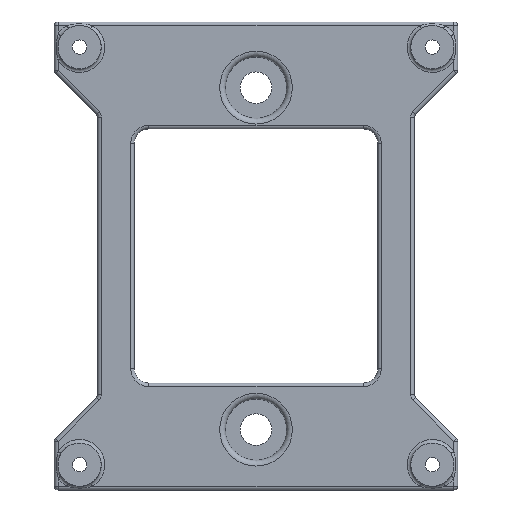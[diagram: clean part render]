
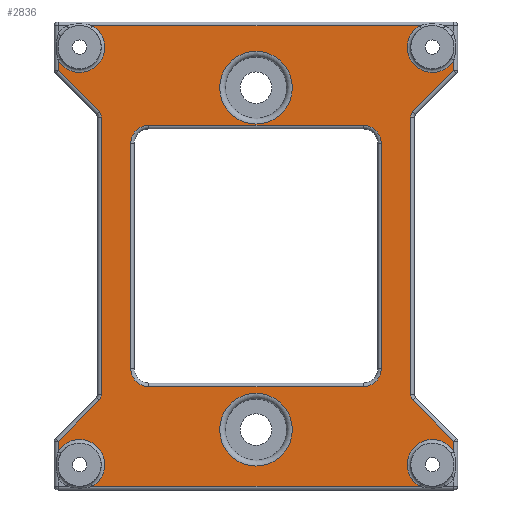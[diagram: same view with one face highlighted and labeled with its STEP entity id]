
A CAD part, top view. The second image highlights one B-rep face of the part: STEP entity #2836.
In plain terms, the highlighted planar face has unit normal (0, 0, 1).
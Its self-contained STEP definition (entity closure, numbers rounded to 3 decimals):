
#45=LINE('',#4457,#283);
#49=LINE('',#4477,#287);
#50=LINE('',#4479,#288);
#51=LINE('',#4483,#289);
#52=LINE('',#4487,#290);
#53=LINE('',#4489,#291);
#54=LINE('',#4493,#292);
#55=LINE('',#4497,#293);
#56=LINE('',#4499,#294);
#57=LINE('',#4503,#295);
#58=LINE('',#4507,#296);
#59=LINE('',#4509,#297);
#60=LINE('',#4517,#298);
#61=LINE('',#4521,#299);
#62=LINE('',#4525,#300);
#63=LINE('',#4529,#301);
#283=VECTOR('',#3415,10.);
#287=VECTOR('',#3425,10.);
#288=VECTOR('',#3426,10.);
#289=VECTOR('',#3429,10.);
#290=VECTOR('',#3432,10.);
#291=VECTOR('',#3433,10.);
#292=VECTOR('',#3436,10.);
#293=VECTOR('',#3439,10.);
#294=VECTOR('',#3440,10.);
#295=VECTOR('',#3443,10.);
#296=VECTOR('',#3446,10.);
#297=VECTOR('',#3447,10.);
#298=VECTOR('',#3454,10.);
#299=VECTOR('',#3457,10.);
#300=VECTOR('',#3460,10.);
#301=VECTOR('',#3463,10.);
#615=FACE_BOUND('',#827,.T.);
#616=FACE_BOUND('',#828,.T.);
#617=FACE_BOUND('',#829,.T.);
#640=FACE_OUTER_BOUND('',#826,.T.);
#826=EDGE_LOOP('',(#1914,#1915,#1916,#1917,#1918,#1919,#1920,#1921,#1922,
#1923,#1924,#1925,#1926,#1927,#1928,#1929,#1930,#1931,#1932,#1933));
#827=EDGE_LOOP('',(#1934));
#828=EDGE_LOOP('',(#1935));
#829=EDGE_LOOP('',(#1936,#1937,#1938,#1939,#1940,#1941,#1942,#1943));
#1030=CIRCLE('',#3040,3.5);
#1035=CIRCLE('',#3047,1.);
#1036=CIRCLE('',#3048,1.);
#1037=CIRCLE('',#3049,3.5);
#1038=CIRCLE('',#3050,3.5);
#1039=CIRCLE('',#3051,1.);
#1040=CIRCLE('',#3052,1.);
#1041=CIRCLE('',#3053,3.5);
#1042=CIRCLE('',#3054,5.05);
#1043=CIRCLE('',#3055,5.05);
#1044=CIRCLE('',#3056,2.5);
#1045=CIRCLE('',#3057,2.5);
#1046=CIRCLE('',#3058,2.5);
#1047=CIRCLE('',#3059,2.5);
#1206=VERTEX_POINT('',#4345);
#1207=VERTEX_POINT('',#4347);
#1210=VERTEX_POINT('',#4456);
#1216=VERTEX_POINT('',#4476);
#1217=VERTEX_POINT('',#4478);
#1218=VERTEX_POINT('',#4480);
#1219=VERTEX_POINT('',#4482);
#1220=VERTEX_POINT('',#4484);
#1221=VERTEX_POINT('',#4486);
#1222=VERTEX_POINT('',#4488);
#1223=VERTEX_POINT('',#4490);
#1224=VERTEX_POINT('',#4492);
#1225=VERTEX_POINT('',#4494);
#1226=VERTEX_POINT('',#4496);
#1227=VERTEX_POINT('',#4498);
#1228=VERTEX_POINT('',#4500);
#1229=VERTEX_POINT('',#4502);
#1230=VERTEX_POINT('',#4504);
#1231=VERTEX_POINT('',#4506);
#1232=VERTEX_POINT('',#4508);
#1233=VERTEX_POINT('',#4511);
#1234=VERTEX_POINT('',#4513);
#1235=VERTEX_POINT('',#4515);
#1236=VERTEX_POINT('',#4516);
#1237=VERTEX_POINT('',#4518);
#1238=VERTEX_POINT('',#4520);
#1239=VERTEX_POINT('',#4522);
#1240=VERTEX_POINT('',#4524);
#1241=VERTEX_POINT('',#4526);
#1242=VERTEX_POINT('',#4528);
#1462=EDGE_CURVE('',#1206,#1207,#1030,.T.);
#1470=EDGE_CURVE('',#1207,#1210,#45,.T.);
#1477=EDGE_CURVE('',#1216,#1206,#49,.T.);
#1478=EDGE_CURVE('',#1217,#1216,#50,.T.);
#1479=EDGE_CURVE('',#1218,#1217,#1035,.T.);
#1480=EDGE_CURVE('',#1219,#1218,#51,.T.);
#1481=EDGE_CURVE('',#1220,#1219,#1036,.T.);
#1482=EDGE_CURVE('',#1221,#1220,#52,.T.);
#1483=EDGE_CURVE('',#1222,#1221,#53,.T.);
#1484=EDGE_CURVE('',#1223,#1222,#1037,.T.);
#1485=EDGE_CURVE('',#1224,#1223,#54,.T.);
#1486=EDGE_CURVE('',#1225,#1224,#1038,.T.);
#1487=EDGE_CURVE('',#1226,#1225,#55,.T.);
#1488=EDGE_CURVE('',#1227,#1226,#56,.T.);
#1489=EDGE_CURVE('',#1228,#1227,#1039,.T.);
#1490=EDGE_CURVE('',#1229,#1228,#57,.T.);
#1491=EDGE_CURVE('',#1230,#1229,#1040,.T.);
#1492=EDGE_CURVE('',#1231,#1230,#58,.T.);
#1493=EDGE_CURVE('',#1232,#1231,#59,.T.);
#1494=EDGE_CURVE('',#1210,#1232,#1041,.T.);
#1495=EDGE_CURVE('',#1233,#1233,#1042,.T.);
#1496=EDGE_CURVE('',#1234,#1234,#1043,.T.);
#1497=EDGE_CURVE('',#1235,#1236,#60,.T.);
#1498=EDGE_CURVE('',#1237,#1235,#1044,.T.);
#1499=EDGE_CURVE('',#1238,#1237,#61,.T.);
#1500=EDGE_CURVE('',#1239,#1238,#1045,.T.);
#1501=EDGE_CURVE('',#1240,#1239,#62,.T.);
#1502=EDGE_CURVE('',#1241,#1240,#1046,.T.);
#1503=EDGE_CURVE('',#1242,#1241,#63,.T.);
#1504=EDGE_CURVE('',#1236,#1242,#1047,.T.);
#1914=ORIENTED_EDGE('',*,*,#1462,.F.);
#1915=ORIENTED_EDGE('',*,*,#1477,.F.);
#1916=ORIENTED_EDGE('',*,*,#1478,.F.);
#1917=ORIENTED_EDGE('',*,*,#1479,.F.);
#1918=ORIENTED_EDGE('',*,*,#1480,.F.);
#1919=ORIENTED_EDGE('',*,*,#1481,.F.);
#1920=ORIENTED_EDGE('',*,*,#1482,.F.);
#1921=ORIENTED_EDGE('',*,*,#1483,.F.);
#1922=ORIENTED_EDGE('',*,*,#1484,.F.);
#1923=ORIENTED_EDGE('',*,*,#1485,.F.);
#1924=ORIENTED_EDGE('',*,*,#1486,.F.);
#1925=ORIENTED_EDGE('',*,*,#1487,.F.);
#1926=ORIENTED_EDGE('',*,*,#1488,.F.);
#1927=ORIENTED_EDGE('',*,*,#1489,.F.);
#1928=ORIENTED_EDGE('',*,*,#1490,.F.);
#1929=ORIENTED_EDGE('',*,*,#1491,.F.);
#1930=ORIENTED_EDGE('',*,*,#1492,.F.);
#1931=ORIENTED_EDGE('',*,*,#1493,.F.);
#1932=ORIENTED_EDGE('',*,*,#1494,.F.);
#1933=ORIENTED_EDGE('',*,*,#1470,.F.);
#1934=ORIENTED_EDGE('',*,*,#1495,.F.);
#1935=ORIENTED_EDGE('',*,*,#1496,.F.);
#1936=ORIENTED_EDGE('',*,*,#1497,.F.);
#1937=ORIENTED_EDGE('',*,*,#1498,.F.);
#1938=ORIENTED_EDGE('',*,*,#1499,.F.);
#1939=ORIENTED_EDGE('',*,*,#1500,.F.);
#1940=ORIENTED_EDGE('',*,*,#1501,.F.);
#1941=ORIENTED_EDGE('',*,*,#1502,.F.);
#1942=ORIENTED_EDGE('',*,*,#1503,.F.);
#1943=ORIENTED_EDGE('',*,*,#1504,.F.);
#2751=PLANE('',#3046);
#2836=ADVANCED_FACE('',(#640,#615,#616,#617),#2751,.T.);
#3040=AXIS2_PLACEMENT_3D('',#4348,#3407,#3408);
#3046=AXIS2_PLACEMENT_3D('',#4475,#3423,#3424);
#3047=AXIS2_PLACEMENT_3D('',#4481,#3427,#3428);
#3048=AXIS2_PLACEMENT_3D('',#4485,#3430,#3431);
#3049=AXIS2_PLACEMENT_3D('',#4491,#3434,#3435);
#3050=AXIS2_PLACEMENT_3D('',#4495,#3437,#3438);
#3051=AXIS2_PLACEMENT_3D('',#4501,#3441,#3442);
#3052=AXIS2_PLACEMENT_3D('',#4505,#3444,#3445);
#3053=AXIS2_PLACEMENT_3D('',#4510,#3448,#3449);
#3054=AXIS2_PLACEMENT_3D('',#4512,#3450,#3451);
#3055=AXIS2_PLACEMENT_3D('',#4514,#3452,#3453);
#3056=AXIS2_PLACEMENT_3D('',#4519,#3455,#3456);
#3057=AXIS2_PLACEMENT_3D('',#4523,#3458,#3459);
#3058=AXIS2_PLACEMENT_3D('',#4527,#3461,#3462);
#3059=AXIS2_PLACEMENT_3D('',#4530,#3464,#3465);
#3407=DIRECTION('center_axis',(0.,0.,1.));
#3408=DIRECTION('ref_axis',(-0.707,0.707,0.));
#3415=DIRECTION('',(-1.,0.,0.));
#3423=DIRECTION('center_axis',(0.,0.,1.));
#3424=DIRECTION('ref_axis',(1.,0.,0.));
#3425=DIRECTION('',(0.,-1.,0.));
#3426=DIRECTION('',(0.707,-0.707,0.));
#3427=DIRECTION('center_axis',(0.,0.,1.));
#3428=DIRECTION('ref_axis',(-0.924,-0.383,0.));
#3429=DIRECTION('',(0.,-1.,0.));
#3430=DIRECTION('center_axis',(0.,0.,1.));
#3431=DIRECTION('ref_axis',(-0.924,0.383,0.));
#3432=DIRECTION('',(-0.707,-0.707,0.));
#3433=DIRECTION('',(0.,-1.,0.));
#3434=DIRECTION('center_axis',(0.,0.,1.));
#3435=DIRECTION('ref_axis',(-0.707,-0.707,0.));
#3436=DIRECTION('',(1.,0.,0.));
#3437=DIRECTION('center_axis',(0.,0.,1.));
#3438=DIRECTION('ref_axis',(0.707,-0.707,0.));
#3439=DIRECTION('',(0.,1.,0.));
#3440=DIRECTION('',(-0.707,0.707,0.));
#3441=DIRECTION('center_axis',(0.,0.,1.));
#3442=DIRECTION('ref_axis',(0.924,0.383,0.));
#3443=DIRECTION('',(0.,1.,0.));
#3444=DIRECTION('center_axis',(0.,0.,1.));
#3445=DIRECTION('ref_axis',(0.924,-0.383,0.));
#3446=DIRECTION('',(0.707,0.707,0.));
#3447=DIRECTION('',(0.,1.,0.));
#3448=DIRECTION('center_axis',(0.,0.,1.));
#3449=DIRECTION('ref_axis',(0.707,0.707,0.));
#3450=DIRECTION('center_axis',(0.,0.,1.));
#3451=DIRECTION('ref_axis',(-1.,0.,0.));
#3452=DIRECTION('center_axis',(0.,0.,1.));
#3453=DIRECTION('ref_axis',(-1.,0.,0.));
#3454=DIRECTION('',(0.,-1.,0.));
#3455=DIRECTION('center_axis',(0.,0.,1.));
#3456=DIRECTION('ref_axis',(-0.707,0.707,0.));
#3457=DIRECTION('',(-1.,0.,0.));
#3458=DIRECTION('center_axis',(0.,0.,1.));
#3459=DIRECTION('ref_axis',(0.707,0.707,0.));
#3460=DIRECTION('',(0.,1.,0.));
#3461=DIRECTION('center_axis',(0.,0.,1.));
#3462=DIRECTION('ref_axis',(0.707,-0.707,0.));
#3463=DIRECTION('',(1.,0.,0.));
#3464=DIRECTION('center_axis',(0.,0.,1.));
#3465=DIRECTION('ref_axis',(-0.707,-0.707,0.));
#4345=CARTESIAN_POINT('',(49.5,5.303,5.));
#4347=CARTESIAN_POINT('',(44.697,0.5,5.));
#4348=CARTESIAN_POINT('Origin',(46.5,3.5,5.));
#4456=CARTESIAN_POINT('',(-0.697,0.5,5.));
#4457=CARTESIAN_POINT('',(8.,0.5,5.));
#4475=CARTESIAN_POINT('Origin',(22.,32.5,5.));
#4476=CARTESIAN_POINT('',(49.5,6.793,5.));
#4477=CARTESIAN_POINT('',(49.5,16.25,5.));
#4478=CARTESIAN_POINT('',(43.793,12.5,5.));
#4479=CARTESIAN_POINT('',(36.271,20.021,5.));
#4480=CARTESIAN_POINT('',(43.5,13.207,5.));
#4481=CARTESIAN_POINT('Origin',(44.5,13.207,5.));
#4482=CARTESIAN_POINT('',(43.5,51.793,5.));
#4483=CARTESIAN_POINT('',(43.5,22.75,5.));
#4484=CARTESIAN_POINT('',(43.793,52.5,5.));
#4485=CARTESIAN_POINT('Origin',(44.5,51.793,5.));
#4486=CARTESIAN_POINT('',(49.5,58.207,5.));
#4487=CARTESIAN_POINT('',(33.271,41.979,5.));
#4488=CARTESIAN_POINT('',(49.5,59.697,5.));
#4489=CARTESIAN_POINT('',(49.5,45.25,5.));
#4490=CARTESIAN_POINT('',(44.697,64.5,5.));
#4491=CARTESIAN_POINT('Origin',(46.5,61.5,5.));
#4492=CARTESIAN_POINT('',(-0.697,64.5,5.));
#4493=CARTESIAN_POINT('',(36.,64.5,5.));
#4494=CARTESIAN_POINT('',(-5.5,59.697,5.));
#4495=CARTESIAN_POINT('Origin',(-2.5,61.5,5.));
#4496=CARTESIAN_POINT('',(-5.5,58.207,5.));
#4497=CARTESIAN_POINT('',(-5.5,48.75,5.));
#4498=CARTESIAN_POINT('',(0.207,52.5,5.));
#4499=CARTESIAN_POINT('',(7.729,44.979,5.));
#4500=CARTESIAN_POINT('',(0.5,51.793,5.));
#4501=CARTESIAN_POINT('Origin',(-0.5,51.793,5.));
#4502=CARTESIAN_POINT('',(0.5,13.207,5.));
#4503=CARTESIAN_POINT('',(0.5,42.25,5.));
#4504=CARTESIAN_POINT('',(0.207,12.5,5.));
#4505=CARTESIAN_POINT('Origin',(-0.5,13.207,5.));
#4506=CARTESIAN_POINT('',(-5.5,6.793,5.));
#4507=CARTESIAN_POINT('',(10.729,23.021,5.));
#4508=CARTESIAN_POINT('',(-5.5,5.303,5.));
#4509=CARTESIAN_POINT('',(-5.5,48.75,5.));
#4510=CARTESIAN_POINT('Origin',(-2.5,3.5,5.));
#4511=CARTESIAN_POINT('',(27.05,55.875,5.));
#4512=CARTESIAN_POINT('Origin',(22.,55.875,5.));
#4513=CARTESIAN_POINT('',(27.05,8.375,5.));
#4514=CARTESIAN_POINT('Origin',(22.,8.375,5.));
#4515=CARTESIAN_POINT('',(4.6,48.15,5.));
#4516=CARTESIAN_POINT('',(4.6,16.85,5.));
#4517=CARTESIAN_POINT('',(4.6,24.675,5.));
#4518=CARTESIAN_POINT('',(7.1,50.65,5.));
#4519=CARTESIAN_POINT('Origin',(7.1,48.15,5.));
#4520=CARTESIAN_POINT('',(36.9,50.65,5.));
#4521=CARTESIAN_POINT('',(14.55,50.65,5.));
#4522=CARTESIAN_POINT('',(39.4,48.15,5.));
#4523=CARTESIAN_POINT('Origin',(36.9,48.15,5.));
#4524=CARTESIAN_POINT('',(39.4,16.85,5.));
#4525=CARTESIAN_POINT('',(39.4,40.325,5.));
#4526=CARTESIAN_POINT('',(36.9,14.35,5.));
#4527=CARTESIAN_POINT('Origin',(36.9,16.85,5.));
#4528=CARTESIAN_POINT('',(7.1,14.35,5.));
#4529=CARTESIAN_POINT('',(29.45,14.35,5.));
#4530=CARTESIAN_POINT('Origin',(7.1,16.85,5.));
